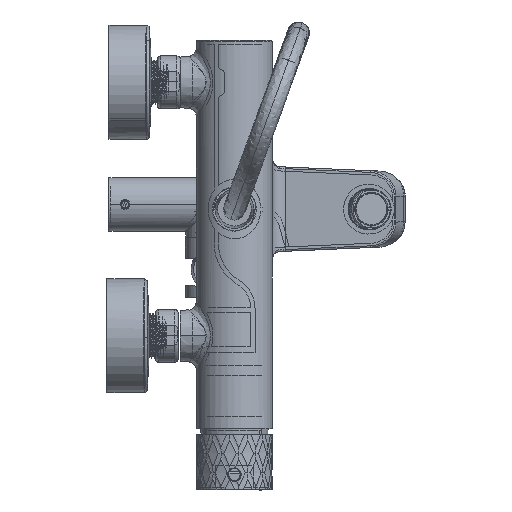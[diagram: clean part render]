
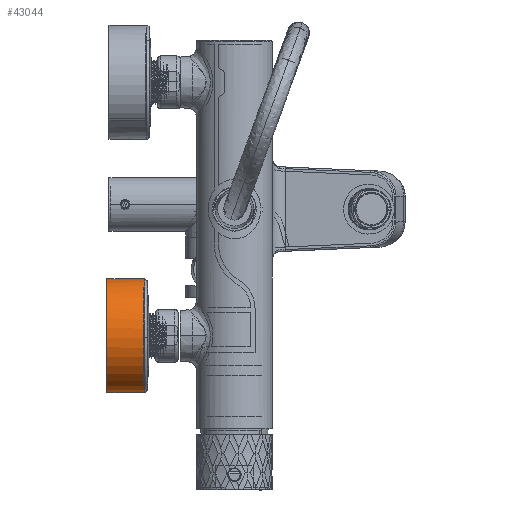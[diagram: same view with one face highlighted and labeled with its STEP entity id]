
A CAD part, front view. The second image highlights one B-rep face of the part: STEP entity #43044.
In plain terms, the highlighted cylindrical face has radius 33.75 mm (diameter 67.5 mm), a partial arc.
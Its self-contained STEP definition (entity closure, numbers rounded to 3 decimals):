
#516 = LINE ( 'NONE', #11981, #38720 ) ;
#997 = CARTESIAN_POINT ( 'NONE',  ( -74.657, -2.054, -77.733 ) ) ;
#1388 = EDGE_CURVE ( 'NONE', #34567, #48855, #53699, .T. ) ;
#1688 = CARTESIAN_POINT ( 'NONE',  ( -70.863, -2.054, -77.733 ) ) ;
#7632 = CARTESIAN_POINT ( 'NONE',  ( -74.657, -35.785, -78.88 ) ) ;
#8262 = AXIS2_PLACEMENT_3D ( 'NONE', #27528, #16827, #69964 ) ;
#9506 = ORIENTED_EDGE ( 'NONE', *, *, #70152, .T. ) ;
#10314 = CARTESIAN_POINT ( 'NONE',  ( -70.863, -3.042, -43.997 ) ) ;
#11867 = ORIENTED_EDGE ( 'NONE', *, *, #28194, .T. ) ;
#11981 = CARTESIAN_POINT ( 'NONE',  ( -70.863, -1.066, -111.469 ) ) ;
#15052 = ORIENTED_EDGE ( 'NONE', *, *, #51843, .T. ) ;
#16827 = DIRECTION ( 'NONE',  ( -1., 0., 0. ) ) ;
#19647 = CYLINDRICAL_SURFACE ( 'NONE', #26301, 33.75 ) ;
#19767 = DIRECTION ( 'NONE',  ( 0., -0.029, 1. ) ) ;
#24996 = DIRECTION ( 'NONE',  ( -1., 0., 0. ) ) ;
#25437 = DIRECTION ( 'NONE',  ( 0., -0.029, 1. ) ) ;
#25832 = EDGE_CURVE ( 'NONE', #72985, #48855, #516, .T. ) ;
#26301 = AXIS2_PLACEMENT_3D ( 'NONE', #1688, #24996, #36843 ) ;
#27528 = CARTESIAN_POINT ( 'NONE',  ( -74.657, -2.054, -77.733 ) ) ;
#28085 = CIRCLE ( 'NONE', #63450, 33.75 ) ;
#28194 = EDGE_CURVE ( 'NONE', #41271, #34567, #63468, .T. ) ;
#30792 = DIRECTION ( 'NONE',  ( -1., 0., 0. ) ) ;
#34567 = VERTEX_POINT ( 'NONE', #67636 ) ;
#35295 = DIRECTION ( 'NONE',  ( -1., 0., 0. ) ) ;
#36843 = DIRECTION ( 'NONE',  ( 0., -0.029, 1. ) ) ;
#36871 = CARTESIAN_POINT ( 'NONE',  ( -97.113, -1.066, -111.469 ) ) ;
#38720 = VECTOR ( 'NONE', #35295, 1000. ) ;
#41271 = VERTEX_POINT ( 'NONE', #47741 ) ;
#41491 = AXIS2_PLACEMENT_3D ( 'NONE', #71734, #64893, #19767 ) ;
#43044 = ADVANCED_FACE ( 'NONE', ( #59410 ), #19647, .T. ) ;
#45431 = VERTEX_POINT ( 'NONE', #7632 ) ;
#46266 = DIRECTION ( 'NONE',  ( -1., 0., 0. ) ) ;
#47741 = CARTESIAN_POINT ( 'NONE',  ( -74.657, -3.042, -43.997 ) ) ;
#48855 = VERTEX_POINT ( 'NONE', #36871 ) ;
#49696 = VECTOR ( 'NONE', #46266, 1000. ) ;
#51843 = EDGE_CURVE ( 'NONE', #45431, #41271, #53460, .T. ) ;
#53460 = CIRCLE ( 'NONE', #8262, 33.75 ) ;
#53699 = CIRCLE ( 'NONE', #41491, 33.75 ) ;
#59410 = FACE_OUTER_BOUND ( 'NONE', #65164, .T. ) ;
#63450 = AXIS2_PLACEMENT_3D ( 'NONE', #997, #30792, #25437 ) ;
#63468 = LINE ( 'NONE', #10314, #49696 ) ;
#64893 = DIRECTION ( 'NONE',  ( 1., 0., 0. ) ) ;
#65164 = EDGE_LOOP ( 'NONE', ( #70706, #9506, #15052, #11867, #66657 ) ) ;
#65535 = CARTESIAN_POINT ( 'NONE',  ( -74.657, -1.066, -111.469 ) ) ;
#66657 = ORIENTED_EDGE ( 'NONE', *, *, #1388, .T. ) ;
#67636 = CARTESIAN_POINT ( 'NONE',  ( -97.113, -3.042, -43.997 ) ) ;
#69964 = DIRECTION ( 'NONE',  ( 0., -0.029, 1. ) ) ;
#70152 = EDGE_CURVE ( 'NONE', #72985, #45431, #28085, .T. ) ;
#70706 = ORIENTED_EDGE ( 'NONE', *, *, #25832, .F. ) ;
#71734 = CARTESIAN_POINT ( 'NONE',  ( -97.113, -2.054, -77.733 ) ) ;
#72985 = VERTEX_POINT ( 'NONE', #65535 ) ;
